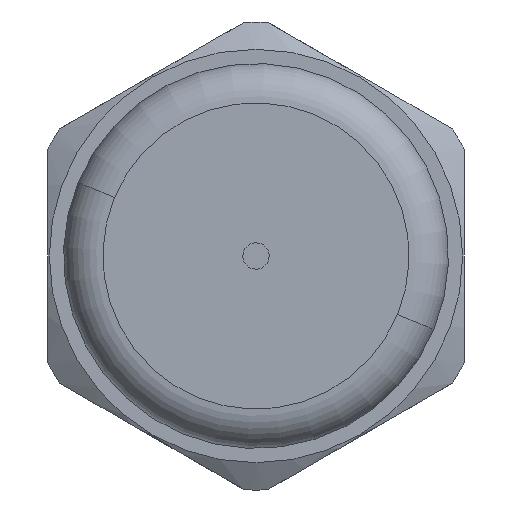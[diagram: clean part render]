
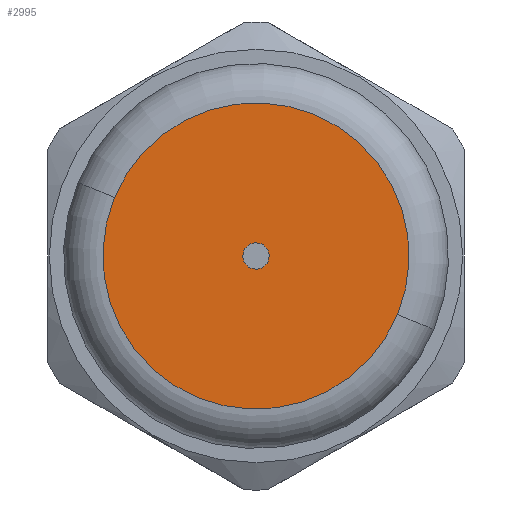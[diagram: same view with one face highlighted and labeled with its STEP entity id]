
A CAD part, left-side view. The second image highlights one B-rep face of the part: STEP entity #2995.
In plain terms, the highlighted planar face has unit normal (-1, 0, 0).
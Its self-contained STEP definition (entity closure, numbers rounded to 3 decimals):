
#264 = PLANE ( 'NONE',  #994 ) ;
#278 = ORIENTED_EDGE ( 'NONE', *, *, #5774, .T. ) ;
#416 = EDGE_CURVE ( 'NONE', #4824, #2327, #4512, .T. ) ;
#949 = DIRECTION ( 'NONE',  ( -1., 0., 0. ) ) ;
#986 = DIRECTION ( 'NONE',  ( -1., 0., 0. ) ) ;
#994 = AXIS2_PLACEMENT_3D ( 'NONE', #6808, #4353, #2008 ) ;
#1467 = DIRECTION ( 'NONE',  ( 0., 0.924, 0.382 ) ) ;
#1710 = CIRCLE ( 'NONE', #6375, 7. ) ;
#1717 = AXIS2_PLACEMENT_3D ( 'NONE', #6571, #3617, #4238 ) ;
#2008 = DIRECTION ( 'NONE',  ( 0., -0.924, -0.382 ) ) ;
#2327 = VERTEX_POINT ( 'NONE', #6621 ) ;
#2349 = CARTESIAN_POINT ( 'NONE',  ( -21.96, -6.47, -2.673 ) ) ;
#2792 = EDGE_LOOP ( 'NONE', ( #6605, #7481 ) ) ;
#2995 = ADVANCED_FACE ( 'NONE', ( #5514, #4047 ), #264, .F. ) ;
#3046 = EDGE_CURVE ( 'NONE', #2327, #4824, #7364, .T. ) ;
#3066 = AXIS2_PLACEMENT_3D ( 'NONE', #6829, #949, #3957 ) ;
#3275 = ORIENTED_EDGE ( 'NONE', *, *, #7565, .T. ) ;
#3380 = CARTESIAN_POINT ( 'NONE',  ( -21.96, 0., 0. ) ) ;
#3617 = DIRECTION ( 'NONE',  ( -1., 0., 0. ) ) ;
#3859 = CARTESIAN_POINT ( 'NONE',  ( -21.96, 0., 0. ) ) ;
#3957 = DIRECTION ( 'NONE',  ( 0., 0.924, 0.382 ) ) ;
#4047 = FACE_OUTER_BOUND ( 'NONE', #7621, .T. ) ;
#4218 = AXIS2_PLACEMENT_3D ( 'NONE', #3380, #986, #1467 ) ;
#4238 = DIRECTION ( 'NONE',  ( 0., 0.924, 0.382 ) ) ;
#4297 = CARTESIAN_POINT ( 'NONE',  ( -21.96, 6.47, 2.673 ) ) ;
#4353 = DIRECTION ( 'NONE',  ( 1., 0., 0. ) ) ;
#4436 = DIRECTION ( 'NONE',  ( 0., 0.924, 0.382 ) ) ;
#4512 = CIRCLE ( 'NONE', #1717, 0.6 ) ;
#4824 = VERTEX_POINT ( 'NONE', #6633 ) ;
#5273 = VERTEX_POINT ( 'NONE', #4297 ) ;
#5377 = CIRCLE ( 'NONE', #4218, 7. ) ;
#5514 = FACE_BOUND ( 'NONE', #2792, .T. ) ;
#5692 = DIRECTION ( 'NONE',  ( -1., 0., 0. ) ) ;
#5774 = EDGE_CURVE ( 'NONE', #5273, #6109, #1710, .T. ) ;
#6109 = VERTEX_POINT ( 'NONE', #2349 ) ;
#6375 = AXIS2_PLACEMENT_3D ( 'NONE', #3859, #5692, #4436 ) ;
#6571 = CARTESIAN_POINT ( 'NONE',  ( -21.96, 0., 0. ) ) ;
#6605 = ORIENTED_EDGE ( 'NONE', *, *, #3046, .F. ) ;
#6621 = CARTESIAN_POINT ( 'NONE',  ( -21.96, 0.555, 0.229 ) ) ;
#6633 = CARTESIAN_POINT ( 'NONE',  ( -21.96, -0.555, -0.229 ) ) ;
#6808 = CARTESIAN_POINT ( 'NONE',  ( -21.96, 0.229, -0.555 ) ) ;
#6829 = CARTESIAN_POINT ( 'NONE',  ( -21.96, 0., 0. ) ) ;
#7364 = CIRCLE ( 'NONE', #3066, 0.6 ) ;
#7481 = ORIENTED_EDGE ( 'NONE', *, *, #416, .F. ) ;
#7565 = EDGE_CURVE ( 'NONE', #6109, #5273, #5377, .T. ) ;
#7621 = EDGE_LOOP ( 'NONE', ( #278, #3275 ) ) ;
